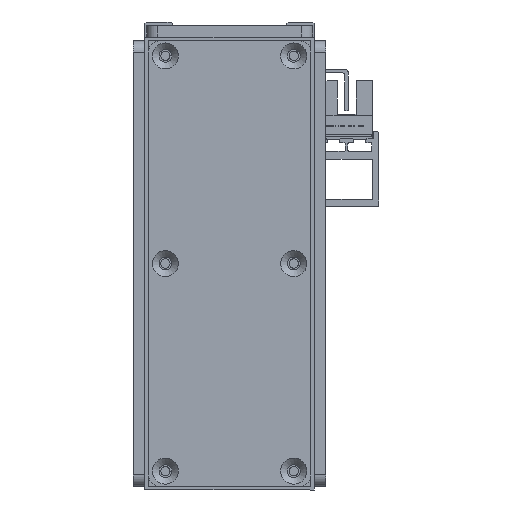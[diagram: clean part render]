
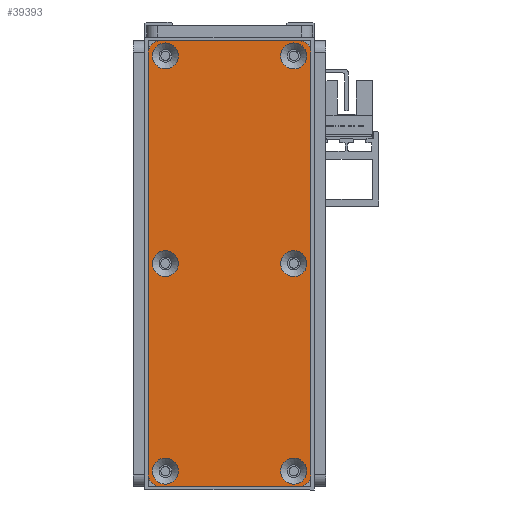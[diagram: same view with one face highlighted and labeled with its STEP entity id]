
A CAD part, front view. The second image highlights one B-rep face of the part: STEP entity #39393.
In plain terms, the highlighted face is planar.
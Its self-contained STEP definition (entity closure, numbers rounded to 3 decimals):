
#546=FACE_BOUND('',#6075,.T.);
#547=FACE_BOUND('',#6076,.T.);
#548=FACE_BOUND('',#6077,.T.);
#549=FACE_BOUND('',#6078,.T.);
#550=FACE_BOUND('',#6079,.T.);
#551=FACE_BOUND('',#6080,.T.);
#1342=PLANE('',#42534);
#3748=FACE_OUTER_BOUND('',#6074,.T.);
#6074=EDGE_LOOP('',(#31630,#31631,#31632,#31633,#31634,#31635,#31636,#31637));
#6075=EDGE_LOOP('',(#31638));
#6076=EDGE_LOOP('',(#31639));
#6077=EDGE_LOOP('',(#31640));
#6078=EDGE_LOOP('',(#31641));
#6079=EDGE_LOOP('',(#31642));
#6080=EDGE_LOOP('',(#31643));
#8883=LINE('',#60939,#13484);
#8887=LINE('',#60951,#13488);
#8891=LINE('',#60963,#13492);
#8895=LINE('',#60973,#13496);
#13484=VECTOR('',#48660,10.);
#13488=VECTOR('',#48672,10.);
#13492=VECTOR('',#48684,10.);
#13496=VECTOR('',#48696,10.);
#17328=CIRCLE('',#42488,3.45);
#17331=CIRCLE('',#42493,3.45);
#17334=CIRCLE('',#42498,3.45);
#17337=CIRCLE('',#42503,3.45);
#17340=CIRCLE('',#42508,3.45);
#17343=CIRCLE('',#42513,3.45);
#17347=CIRCLE('',#42519,3.);
#17349=CIRCLE('',#42523,3.);
#17351=CIRCLE('',#42527,3.);
#17353=CIRCLE('',#42531,3.);
#19089=VERTEX_POINT('',#60867);
#19092=VERTEX_POINT('',#60877);
#19095=VERTEX_POINT('',#60887);
#19098=VERTEX_POINT('',#60897);
#19101=VERTEX_POINT('',#60907);
#19104=VERTEX_POINT('',#60917);
#19109=VERTEX_POINT('',#60930);
#19110=VERTEX_POINT('',#60932);
#19112=VERTEX_POINT('',#60938);
#19114=VERTEX_POINT('',#60944);
#19116=VERTEX_POINT('',#60950);
#19118=VERTEX_POINT('',#60956);
#19120=VERTEX_POINT('',#60962);
#19122=VERTEX_POINT('',#60968);
#23613=EDGE_CURVE('',#19089,#19089,#17328,.T.);
#23618=EDGE_CURVE('',#19092,#19092,#17331,.T.);
#23623=EDGE_CURVE('',#19095,#19095,#17334,.T.);
#23628=EDGE_CURVE('',#19098,#19098,#17337,.T.);
#23633=EDGE_CURVE('',#19101,#19101,#17340,.T.);
#23638=EDGE_CURVE('',#19104,#19104,#17343,.T.);
#23645=EDGE_CURVE('',#19110,#19109,#17347,.T.);
#23648=EDGE_CURVE('',#19112,#19110,#8883,.T.);
#23651=EDGE_CURVE('',#19114,#19112,#17349,.T.);
#23654=EDGE_CURVE('',#19116,#19114,#8887,.T.);
#23657=EDGE_CURVE('',#19118,#19116,#17351,.T.);
#23660=EDGE_CURVE('',#19120,#19118,#8891,.T.);
#23663=EDGE_CURVE('',#19122,#19120,#17353,.T.);
#23666=EDGE_CURVE('',#19109,#19122,#8895,.T.);
#31630=ORIENTED_EDGE('',*,*,#23666,.T.);
#31631=ORIENTED_EDGE('',*,*,#23663,.T.);
#31632=ORIENTED_EDGE('',*,*,#23660,.T.);
#31633=ORIENTED_EDGE('',*,*,#23657,.T.);
#31634=ORIENTED_EDGE('',*,*,#23654,.T.);
#31635=ORIENTED_EDGE('',*,*,#23651,.T.);
#31636=ORIENTED_EDGE('',*,*,#23648,.T.);
#31637=ORIENTED_EDGE('',*,*,#23645,.T.);
#31638=ORIENTED_EDGE('',*,*,#23613,.T.);
#31639=ORIENTED_EDGE('',*,*,#23618,.T.);
#31640=ORIENTED_EDGE('',*,*,#23623,.T.);
#31641=ORIENTED_EDGE('',*,*,#23628,.T.);
#31642=ORIENTED_EDGE('',*,*,#23633,.T.);
#31643=ORIENTED_EDGE('',*,*,#23638,.T.);
#39393=ADVANCED_FACE('',(#3748,#546,#547,#548,#549,#550,#551),#1342,.T.);
#42488=AXIS2_PLACEMENT_3D('',#60868,#48579,#48580);
#42493=AXIS2_PLACEMENT_3D('',#60878,#48591,#48592);
#42498=AXIS2_PLACEMENT_3D('',#60888,#48603,#48604);
#42503=AXIS2_PLACEMENT_3D('',#60898,#48615,#48616);
#42508=AXIS2_PLACEMENT_3D('',#60908,#48627,#48628);
#42513=AXIS2_PLACEMENT_3D('',#60918,#48639,#48640);
#42519=AXIS2_PLACEMENT_3D('',#60933,#48654,#48655);
#42523=AXIS2_PLACEMENT_3D('',#60945,#48666,#48667);
#42527=AXIS2_PLACEMENT_3D('',#60957,#48678,#48679);
#42531=AXIS2_PLACEMENT_3D('',#60969,#48690,#48691);
#42534=AXIS2_PLACEMENT_3D('',#60975,#48699,#48700);
#48579=DIRECTION('center_axis',(0.,0.,-1.));
#48580=DIRECTION('ref_axis',(1.,0.,0.));
#48591=DIRECTION('center_axis',(0.,0.,-1.));
#48592=DIRECTION('ref_axis',(1.,0.,0.));
#48603=DIRECTION('center_axis',(0.,0.,-1.));
#48604=DIRECTION('ref_axis',(1.,0.,0.));
#48615=DIRECTION('center_axis',(0.,0.,-1.));
#48616=DIRECTION('ref_axis',(1.,0.,0.));
#48627=DIRECTION('center_axis',(0.,0.,-1.));
#48628=DIRECTION('ref_axis',(1.,0.,0.));
#48639=DIRECTION('center_axis',(0.,0.,-1.));
#48640=DIRECTION('ref_axis',(1.,0.,0.));
#48654=DIRECTION('center_axis',(0.,0.,1.));
#48655=DIRECTION('ref_axis',(-1.,0.,0.));
#48660=DIRECTION('',(0.,1.,0.));
#48666=DIRECTION('center_axis',(0.,0.,1.));
#48667=DIRECTION('ref_axis',(0.,1.,0.));
#48672=DIRECTION('',(1.,0.,0.));
#48678=DIRECTION('center_axis',(0.,0.,1.));
#48679=DIRECTION('ref_axis',(1.,0.,0.));
#48684=DIRECTION('',(0.,-1.,0.));
#48690=DIRECTION('center_axis',(0.,0.,1.));
#48691=DIRECTION('ref_axis',(0.,-1.,0.));
#48696=DIRECTION('',(-1.,0.,0.));
#48699=DIRECTION('center_axis',(0.,0.,1.));
#48700=DIRECTION('ref_axis',(1.,0.,0.));
#60867=CARTESIAN_POINT('',(110.55,4.5,3.));
#60868=CARTESIAN_POINT('Origin',(114.,4.5,3.));
#60877=CARTESIAN_POINT('',(55.55,38.5,3.));
#60878=CARTESIAN_POINT('Origin',(59.,38.5,3.));
#60887=CARTESIAN_POINT('',(55.55,4.5,3.));
#60888=CARTESIAN_POINT('Origin',(59.,4.5,3.));
#60897=CARTESIAN_POINT('',(0.55,38.5,3.));
#60898=CARTESIAN_POINT('Origin',(4.,38.5,3.));
#60907=CARTESIAN_POINT('',(110.55,38.5,3.));
#60908=CARTESIAN_POINT('Origin',(114.,38.5,3.));
#60917=CARTESIAN_POINT('',(0.55,4.5,3.));
#60918=CARTESIAN_POINT('Origin',(4.,4.5,3.));
#60930=CARTESIAN_POINT('',(115.,43.,3.));
#60932=CARTESIAN_POINT('',(118.,40.,3.));
#60933=CARTESIAN_POINT('Origin',(115.,40.,3.));
#60938=CARTESIAN_POINT('',(118.,3.,3.));
#60939=CARTESIAN_POINT('',(118.,40.,3.));
#60944=CARTESIAN_POINT('',(115.,0.,3.));
#60945=CARTESIAN_POINT('Origin',(115.,3.,3.));
#60950=CARTESIAN_POINT('',(3.,0.,3.));
#60951=CARTESIAN_POINT('',(115.,0.,3.));
#60956=CARTESIAN_POINT('',(0.,3.,3.));
#60957=CARTESIAN_POINT('Origin',(3.,3.,3.));
#60962=CARTESIAN_POINT('',(0.,40.,3.));
#60963=CARTESIAN_POINT('',(0.,3.,3.));
#60968=CARTESIAN_POINT('',(3.,43.,3.));
#60969=CARTESIAN_POINT('Origin',(3.,40.,3.));
#60973=CARTESIAN_POINT('',(3.,43.,3.));
#60975=CARTESIAN_POINT('Origin',(59.,21.5,3.));
